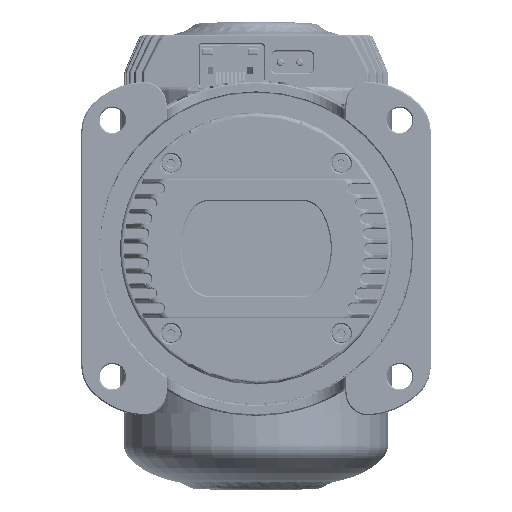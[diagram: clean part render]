
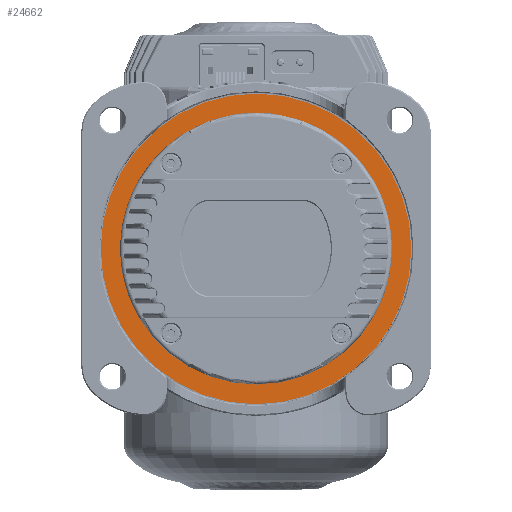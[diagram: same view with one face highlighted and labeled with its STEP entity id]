
A CAD part, top view. The second image highlights one B-rep face of the part: STEP entity #24662.
In plain terms, the highlighted face is planar.
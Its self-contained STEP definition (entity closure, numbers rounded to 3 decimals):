
#24525=CARTESIAN_POINT('',(-90.991,-11.42,0.));
#24526=DIRECTION('',(1.,0.,0.));
#24527=DIRECTION('',(0.,1.,0.));
#24528=AXIS2_PLACEMENT_3D('',#24525,#24526,#24527);
#24530=CARTESIAN_POINT('',(-90.991,-11.42,0.));
#24531=DIRECTION('',(1.,0.,0.));
#24532=DIRECTION('',(0.,0.,1.));
#24533=AXIS2_PLACEMENT_3D('',#24530,#24531,#24532);
#24535=CARTESIAN_POINT('',(-90.991,-11.42,0.));
#24536=DIRECTION('',(1.,0.,0.));
#24537=DIRECTION('',(0.,-1.,0.));
#24538=AXIS2_PLACEMENT_3D('',#24535,#24536,#24537);
#24540=CARTESIAN_POINT('',(-90.991,-11.42,0.));
#24541=DIRECTION('',(1.,0.,0.));
#24542=DIRECTION('',(0.,0.,-1.));
#24543=AXIS2_PLACEMENT_3D('',#24540,#24541,#24542);
#24565=CARTESIAN_POINT('',(-90.991,-51.42,0.));
#24566=VERTEX_POINT('',#24565);
#24567=CARTESIAN_POINT('',(-90.991,28.58,0.));
#24568=CARTESIAN_POINT('',(-90.991,-11.42,40.));
#24569=VERTEX_POINT('',#24567);
#24570=VERTEX_POINT('',#24568);
#24575=CARTESIAN_POINT('',(-90.991,-11.42,-40.));
#24576=VERTEX_POINT('',#24575);
#24651=CARTESIAN_POINT('',(-90.991,-11.42,-40.));
#24652=DIRECTION('',(1.,0.,0.));
#24653=DIRECTION('',(0.,0.,-1.));
#24654=AXIS2_PLACEMENT_3D('',#24651,#24652,#24653);
#24655=PLANE('',#24654);
#24656=ORIENTED_EDGE('',*,*,#24604,.T.);
#24657=ORIENTED_EDGE('',*,*,#24602,.T.);
#24658=ORIENTED_EDGE('',*,*,#24632,.T.);
#24659=ORIENTED_EDGE('',*,*,#24630,.T.);
#24660=EDGE_LOOP('',(#24656,#24657,#24658,#24659));
#24661=FACE_OUTER_BOUND('',#24660,.F.);
#24662=ADVANCED_FACE('',(#24661),#24655,.F.);
#24529=CIRCLE('',#24528,40.);
#24534=CIRCLE('',#24533,40.);
#24539=CIRCLE('',#24538,40.);
#24544=CIRCLE('',#24543,40.);
#24602=EDGE_CURVE('',#24570,#24566,#24534,.T.);
#24604=EDGE_CURVE('',#24569,#24570,#24529,.T.);
#24630=EDGE_CURVE('',#24576,#24569,#24544,.T.);
#24632=EDGE_CURVE('',#24566,#24576,#24539,.T.);
